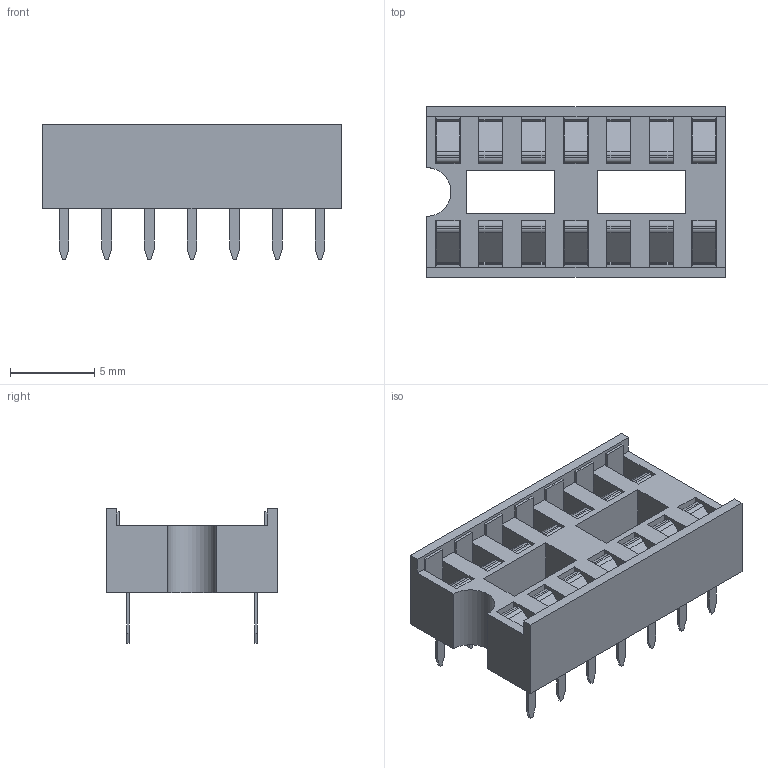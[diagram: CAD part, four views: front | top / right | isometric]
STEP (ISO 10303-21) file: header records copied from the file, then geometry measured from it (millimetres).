
FILE_DESCRIPTION (( 'STEP AP214' ), '1' );
FILE_NAME ('User Library-14pin 0.3inch 2.54mm IC DIP Gold Socket.STEP', '2019-11-16T14:24:36', ( '' ), ( '' ), 'SwSTEP 2.0', 'SolidWorks 2019', '' );
FILE_SCHEMA (( 'AUTOMOTIVE_DESIGN' ));
Length unit declared in the file: millimetre
Products named in the file (1): User Library-14pin 0.3inch 2.54mm IC DIP Gold Socket
Bounding box: 17.78 x 10.16 x 8 mm (x, y, z)
Volume: 463.1 mm3; surface area: 1785.1 mm2
Topology: 15 solids, 15 shells, 608 faces, 1706 edges, 1128 vertices
Faces by surface type: plane 467, cylinder 141
Entity records: 19632 total; most frequent: CARTESIAN_POINT 3443, ORIENTED_EDGE 3412, DIRECTION 3206, EDGE_CURVE 1706, LINE 1424, VECTOR 1424, VERTEX_POINT 1128, AXIS2_PLACEMENT_3D 891
